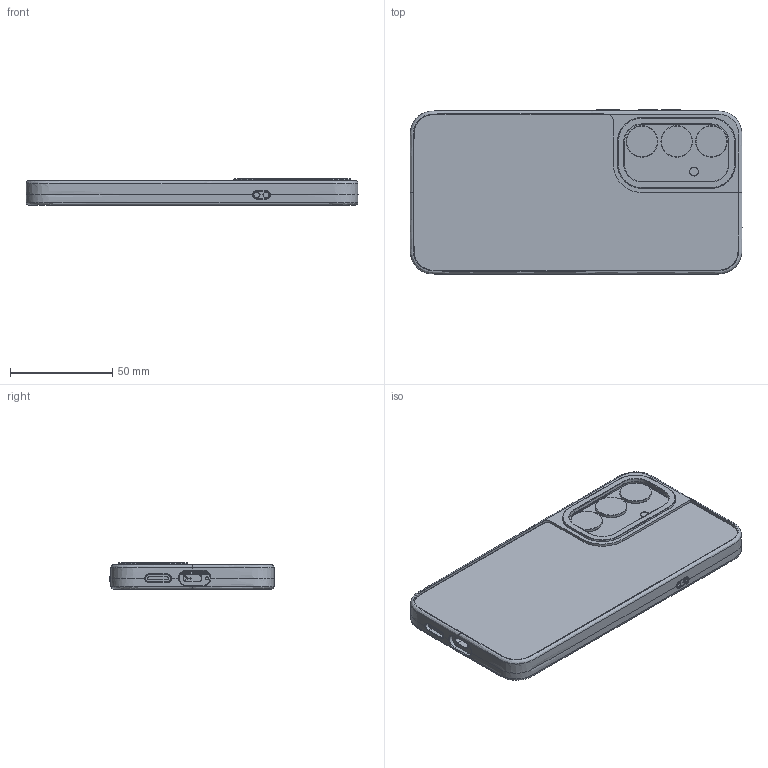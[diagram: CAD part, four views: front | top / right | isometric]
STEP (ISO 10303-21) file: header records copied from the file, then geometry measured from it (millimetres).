
FILE_DESCRIPTION((''),'2;1');
FILE_NAME('SX-S25-PLUS_ASM','2025-06-12T',('Administrator'),(''),'PRO/ENGINEER BY PARAMETRIC TECHNOLOGY CORPORATION, 2015240','PRO/ENGINEER BY PARAMETRIC TECHNOLOGY CORPORATION, 2015240','');
FILE_SCHEMA(('AUTOMOTIVE_DESIGN_CC2 { 1 2 10303 214 -1 1 5 2 }'));
Products named in the file (5): SX-S25-PLUS-TPU; S25-PULS-JX; S24PLUS-S25PLUS-PC; SX-S25-PLUS-PC1; SX-S25-PLUS_ASM
Assembly tree (4 placements, depth 2):
  SX-S25-PLUS_ASM
    SX-S25-PLUS-TPU
    S25-PULS-JX
    S24PLUS-S25PLUS-PC
    SX-S25-PLUS-PC1
Bounding box: 162.54 x 80.39 x 12.85 mm (x, y, z)
Volume: 116890.8 mm3; surface area: 68295.6 mm2
Topology: 4 solids, 4 shells, 778 faces, 2005 edges, 1276 vertices
Faces by surface type: plane 285, bspline 176, cylinder 168, cone 75, extrusion 48, torus 26
Entity records: 45405 total; most frequent: CARTESIAN_POINT 21230, ORIENTED_EDGE 4010, DIRECTION 3075, PRESENTATION_STYLE_ASSIGNMENT 2019, EDGE_CURVE 2005, STYLED_ITEM 1970, CURVE_STYLE 1927, VERTEX_POINT 1276
